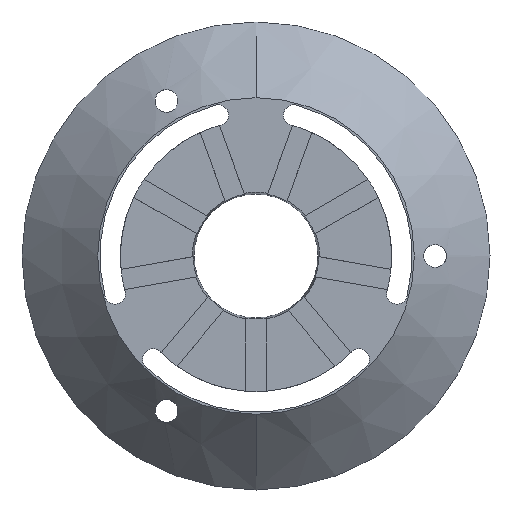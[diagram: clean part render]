
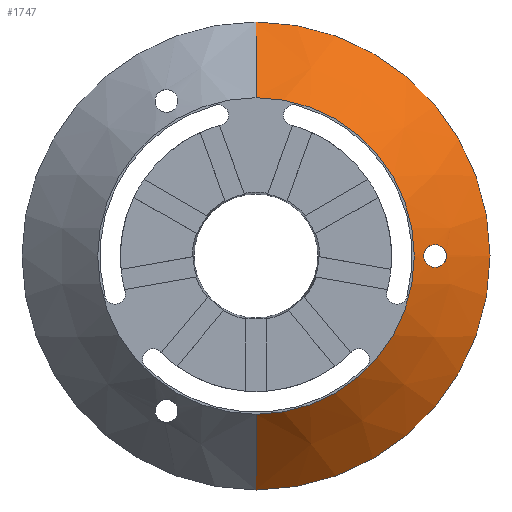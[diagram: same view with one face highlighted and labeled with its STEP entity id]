
A CAD part, front view. The second image highlights one B-rep face of the part: STEP entity #1747.
In plain terms, the highlighted conical face has half-angle 44.741 degrees and reference radius 23 mm.
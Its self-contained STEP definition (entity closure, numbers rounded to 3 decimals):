
#32 = CARTESIAN_POINT ( 'NONE',  ( 26., 3.08, -1.65 ) ) ;
#41 = EDGE_LOOP ( 'NONE', ( #2511, #2119, #1710, #1313 ) ) ;
#42 = CARTESIAN_POINT ( 'NONE',  ( 25.626, 2.701, -1.618 ) ) ;
#98 = CARTESIAN_POINT ( 'NONE',  ( 24.645, 1.678, -0.948 ) ) ;
#121 = CARTESIAN_POINT ( 'NONE',  ( 0., 11.1, -34. ) ) ;
#125 = CARTESIAN_POINT ( 'NONE',  ( 25.629, 2.704, 1.619 ) ) ;
#169 = CARTESIAN_POINT ( 'NONE',  ( 27.53, 4.578, 0.631 ) ) ;
#197 = CARTESIAN_POINT ( 'NONE',  ( 27.222, 4.283, 1.129 ) ) ;
#220 = VECTOR ( 'NONE', #1564, 1000. ) ;
#256 = EDGE_LOOP ( 'NONE', ( #798, #346 ) ) ;
#291 = CARTESIAN_POINT ( 'NONE',  ( 25.813, 2.891, 1.65 ) ) ;
#342 = CARTESIAN_POINT ( 'NONE',  ( 24.35, 1.362, 0.133 ) ) ;
#346 = ORIENTED_EDGE ( 'NONE', *, *, #2309, .T. ) ;
#356 = CARTESIAN_POINT ( 'NONE',  ( 26., 3.08, -1.65 ) ) ;
#365 = DIRECTION ( 'NONE',  ( 0., 0., 1. ) ) ;
#392 = CARTESIAN_POINT ( 'NONE',  ( 27.574, 4.62, 0.513 ) ) ;
#397 = DIRECTION ( 'NONE',  ( 0., 1., 0. ) ) ;
#535 = CARTESIAN_POINT ( 'NONE',  ( 25.268, 2.333, 1.491 ) ) ;
#604 = CARTESIAN_POINT ( 'NONE',  ( 26.183, 3.265, -1.65 ) ) ;
#607 = EDGE_CURVE ( 'NONE', #1620, #870, #2560, .T. ) ;
#652 = EDGE_CURVE ( 'NONE', #1772, #2363, #2398, .T. ) ;
#691 = CARTESIAN_POINT ( 'NONE',  ( 24.367, 1.38, 0.267 ) ) ;
#705 = CARTESIAN_POINT ( 'NONE',  ( 24.472, 1.493, -0.634 ) ) ;
#761 = DIRECTION ( 'NONE',  ( 0., 1., 0. ) ) ;
#766 = CIRCLE ( 'NONE', #1959, 34. ) ;
#791 = CARTESIAN_POINT ( 'NONE',  ( 27.634, 4.677, 0.265 ) ) ;
#798 = ORIENTED_EDGE ( 'NONE', *, *, #1256, .T. ) ;
#870 = VERTEX_POINT ( 'NONE', #121 ) ;
#906 = CARTESIAN_POINT ( 'NONE',  ( 24.473, 1.494, 0.636 ) ) ;
#943 = CARTESIAN_POINT ( 'NONE',  ( 24.428, 1.446, 0.518 ) ) ;
#957 = CARTESIAN_POINT ( 'NONE',  ( 27.424, 4.477, -0.842 ) ) ;
#965 = CARTESIAN_POINT ( 'NONE',  ( 0., 0., 0. ) ) ;
#977 = CARTESIAN_POINT ( 'NONE',  ( 27.575, 4.621, -0.508 ) ) ;
#995 = B_SPLINE_CURVE_WITH_KNOTS ( 'NONE', 3,
 ( #32, #1639, #42, #2275, #1552, #1314, #1931, #1514, #1756, #98, #1153, #705, #2332, #2545, #1330, #342, #691, #943, #906, #2162, #1528, #1143, #535, #125, #291, #2371 ),
 .UNSPECIFIED., .F., .F.,
 ( 4, 2, 2, 2, 2, 2, 2, 2, 2, 2, 2, 2, 4 ),
 ( 0.01, 0.011, 0.011, 0.012, 0.012, 0.013, 0.013, 0.013, 0.014, 0.014, 0.015, 0.016, 0.017 ),
 .UNSPECIFIED. ) ;
#1000 = DIRECTION ( 'NONE',  ( 0., 0., 1. ) ) ;
#1008 = CARTESIAN_POINT ( 'NONE',  ( 27.65, 4.692, -0.127 ) ) ;
#1143 = CARTESIAN_POINT ( 'NONE',  ( 25.097, 2.154, 1.396 ) ) ;
#1153 = CARTESIAN_POINT ( 'NONE',  ( 24.581, 1.61, -0.85 ) ) ;
#1256 = EDGE_CURVE ( 'NONE', #1725, #2015, #2376, .T. ) ;
#1313 = ORIENTED_EDGE ( 'NONE', *, *, #652, .F. ) ;
#1314 = CARTESIAN_POINT ( 'NONE',  ( 25.101, 2.159, -1.387 ) ) ;
#1330 = CARTESIAN_POINT ( 'NONE',  ( 24.35, 1.362, -0.133 ) ) ;
#1335 = AXIS2_PLACEMENT_3D ( 'NONE', #965, #761, #365 ) ;
#1344 = CARTESIAN_POINT ( 'NONE',  ( 0., 0., -23. ) ) ;
#1382 = CARTESIAN_POINT ( 'NONE',  ( 0., 11.1, 0. ) ) ;
#1389 = CARTESIAN_POINT ( 'NONE',  ( 0., 0., -23. ) ) ;
#1390 = CARTESIAN_POINT ( 'NONE',  ( 27.145, 4.209, -1.193 ) ) ;
#1405 = CARTESIAN_POINT ( 'NONE',  ( 0., 0., 0. ) ) ;
#1514 = CARTESIAN_POINT ( 'NONE',  ( 24.858, 1.904, -1.196 ) ) ;
#1528 = CARTESIAN_POINT ( 'NONE',  ( 24.779, 1.821, 1.129 ) ) ;
#1552 = CARTESIAN_POINT ( 'NONE',  ( 25.271, 2.336, -1.484 ) ) ;
#1560 = CARTESIAN_POINT ( 'NONE',  ( 27.65, 4.692, 0.133 ) ) ;
#1564 = DIRECTION ( 'NONE',  ( 0., 0.71, -0.704 ) ) ;
#1572 = CARTESIAN_POINT ( 'NONE',  ( 26.902, 3.973, 1.397 ) ) ;
#1589 = CARTESIAN_POINT ( 'NONE',  ( 27.531, 4.579, -0.627 ) ) ;
#1620 = VERTEX_POINT ( 'NONE', #1389 ) ;
#1639 = CARTESIAN_POINT ( 'NONE',  ( 25.814, 2.892, -1.65 ) ) ;
#1705 = CIRCLE ( 'NONE', #2042, 23. ) ;
#1710 = ORIENTED_EDGE ( 'NONE', *, *, #2026, .F. ) ;
#1725 = VERTEX_POINT ( 'NONE', #1805 ) ;
#1747 = ADVANCED_FACE ( 'NONE', ( #2392, #2175 ), #2484, .T. ) ;
#1756 = CARTESIAN_POINT ( 'NONE',  ( 24.783, 1.825, -1.12 ) ) ;
#1768 = CARTESIAN_POINT ( 'NONE',  ( 27.368, 4.423, 0.954 ) ) ;
#1772 = VERTEX_POINT ( 'NONE', #2507 ) ;
#1781 = DIRECTION ( 'NONE',  ( 0., 0., 1. ) ) ;
#1788 = CARTESIAN_POINT ( 'NONE',  ( 27.22, 4.281, -1.116 ) ) ;
#1796 = DIRECTION ( 'NONE',  ( 0., 1., 0. ) ) ;
#1805 = CARTESIAN_POINT ( 'NONE',  ( 26., 3.08, 1.65 ) ) ;
#1893 = CARTESIAN_POINT ( 'NONE',  ( 26., 3.08, 1.65 ) ) ;
#1931 = CARTESIAN_POINT ( 'NONE',  ( 25.017, 2.071, -1.33 ) ) ;
#1952 = CARTESIAN_POINT ( 'NONE',  ( 0., 11.1, 34. ) ) ;
#1959 = AXIS2_PLACEMENT_3D ( 'NONE', #1382, #1796, #1000 ) ;
#1969 = DIRECTION ( 'NONE',  ( 0., 0.71, 0.704 ) ) ;
#1989 = CARTESIAN_POINT ( 'NONE',  ( 26.899, 3.97, -1.387 ) ) ;
#2002 = CARTESIAN_POINT ( 'NONE',  ( 26.369, 3.45, -1.619 ) ) ;
#2015 = VERTEX_POINT ( 'NONE', #2344 ) ;
#2019 = CARTESIAN_POINT ( 'NONE',  ( 26.368, 3.448, 1.62 ) ) ;
#2026 = EDGE_CURVE ( 'NONE', #2363, #870, #766, .T. ) ;
#2042 = AXIS2_PLACEMENT_3D ( 'NONE', #1405, #397, #1781 ) ;
#2089 = EDGE_CURVE ( 'NONE', #1772, #1620, #1705, .T. ) ;
#2119 = ORIENTED_EDGE ( 'NONE', *, *, #607, .T. ) ;
#2154 = CARTESIAN_POINT ( 'NONE',  ( 0., 0., 23. ) ) ;
#2162 = CARTESIAN_POINT ( 'NONE',  ( 24.635, 1.668, 0.958 ) ) ;
#2175 = FACE_OUTER_BOUND ( 'NONE', #41, .T. ) ;
#2213 = CARTESIAN_POINT ( 'NONE',  ( 27.634, 4.678, -0.26 ) ) ;
#2275 = CARTESIAN_POINT ( 'NONE',  ( 25.359, 2.426, -1.523 ) ) ;
#2309 = EDGE_CURVE ( 'NONE', #2015, #1725, #995, .T. ) ;
#2332 = CARTESIAN_POINT ( 'NONE',  ( 24.428, 1.446, -0.517 ) ) ;
#2344 = CARTESIAN_POINT ( 'NONE',  ( 26., 3.08, -1.65 ) ) ;
#2363 = VERTEX_POINT ( 'NONE', #1952 ) ;
#2371 = CARTESIAN_POINT ( 'NONE',  ( 26., 3.08, 1.65 ) ) ;
#2376 = B_SPLINE_CURVE_WITH_KNOTS ( 'NONE', 3,
 ( #1893, #2623, #2019, #2585, #1572, #197, #1768, #169, #392, #791, #1560, #1008, #2213, #977, #1589, #957, #2381, #1788, #1390, #2394, #1989, #2418, #2408, #2002, #604, #356 ),
 .UNSPECIFIED., .F., .F.,
 ( 4, 2, 2, 2, 2, 2, 2, 2, 2, 2, 2, 2, 4 ),
 ( 0.004, 0.005, 0.006, 0.006, 0.007, 0.007, 0.007, 0.008, 0.008, 0.009, 0.009, 0.009, 0.01 ),
 .UNSPECIFIED. ) ;
#2381 = CARTESIAN_POINT ( 'NONE',  ( 27.36, 4.416, -0.941 ) ) ;
#2392 = FACE_BOUND ( 'NONE', #256, .T. ) ;
#2394 = CARTESIAN_POINT ( 'NONE',  ( 26.984, 4.053, -1.329 ) ) ;
#2398 = LINE ( 'NONE', #2154, #2437 ) ;
#2408 = CARTESIAN_POINT ( 'NONE',  ( 26.639, 3.716, -1.524 ) ) ;
#2418 = CARTESIAN_POINT ( 'NONE',  ( 26.727, 3.802, -1.485 ) ) ;
#2437 = VECTOR ( 'NONE', #1969, 1000. ) ;
#2484 = CONICAL_SURFACE ( 'NONE', #1335, 23., 0.781 ) ;
#2507 = CARTESIAN_POINT ( 'NONE',  ( 0., 0., 23. ) ) ;
#2511 = ORIENTED_EDGE ( 'NONE', *, *, #2089, .T. ) ;
#2545 = CARTESIAN_POINT ( 'NONE',  ( 24.366, 1.38, -0.265 ) ) ;
#2560 = LINE ( 'NONE', #1344, #220 ) ;
#2585 = CARTESIAN_POINT ( 'NONE',  ( 26.725, 3.8, 1.494 ) ) ;
#2623 = CARTESIAN_POINT ( 'NONE',  ( 26.184, 3.265, 1.65 ) ) ;
